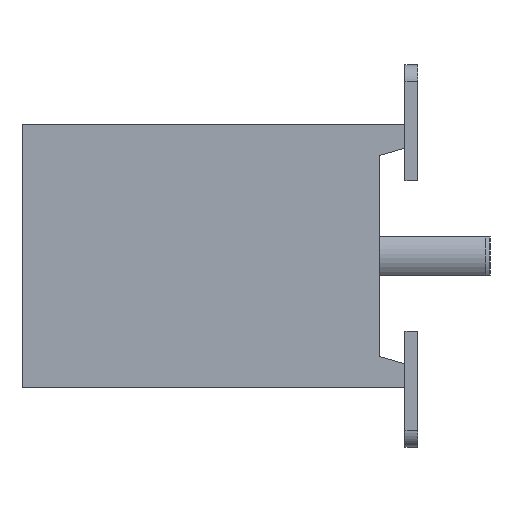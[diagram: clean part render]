
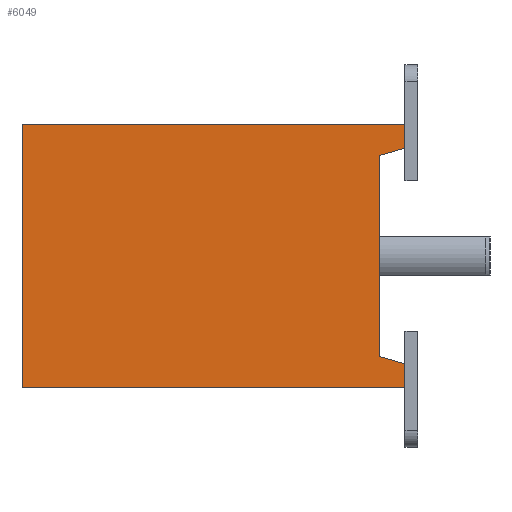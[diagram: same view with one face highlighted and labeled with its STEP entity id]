
A CAD part, left-side view. The second image highlights one B-rep face of the part: STEP entity #6049.
In plain terms, the highlighted planar face has unit normal (-1, 0, 0).
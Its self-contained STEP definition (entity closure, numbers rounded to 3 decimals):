
#159=LINE('',#8353,#919);
#163=LINE('',#8360,#923);
#262=LINE('',#8558,#1022);
#268=LINE('',#8571,#1028);
#401=LINE('',#8837,#1161);
#658=LINE('',#9350,#1418);
#659=LINE('',#9352,#1419);
#660=LINE('',#9354,#1420);
#919=VECTOR('',#6727,10.);
#923=VECTOR('',#6733,10.);
#1022=VECTOR('',#6834,10.);
#1028=VECTOR('',#6844,10.);
#1161=VECTOR('',#7085,10.);
#1418=VECTOR('',#7622,10.);
#1419=VECTOR('',#7625,10.);
#1420=VECTOR('',#7628,10.);
#1867=PLANE('',#6459);
#2203=FACE_OUTER_BOUND('',#2613,.T.);
#2613=EDGE_LOOP('',(#5243,#5244,#5245,#5246,#5247,#5248,#5249,#5250));
#2853=VERTEX_POINT('',#8350);
#2854=VERTEX_POINT('',#8352);
#2856=VERTEX_POINT('',#8358);
#2954=VERTEX_POINT('',#8556);
#2959=VERTEX_POINT('',#8570);
#3037=VERTEX_POINT('',#8835);
#3038=VERTEX_POINT('',#8836);
#3154=VERTEX_POINT('',#9348);
#3385=EDGE_CURVE('',#2854,#2853,#159,.T.);
#3389=EDGE_CURVE('',#2853,#2856,#163,.T.);
#3488=EDGE_CURVE('',#2856,#2954,#262,.T.);
#3494=EDGE_CURVE('',#2959,#2854,#268,.T.);
#3627=EDGE_CURVE('',#3037,#3038,#401,.T.);
#3884=EDGE_CURVE('',#2954,#3154,#658,.T.);
#3885=EDGE_CURVE('',#2959,#3037,#659,.T.);
#3886=EDGE_CURVE('',#3154,#3038,#660,.T.);
#5243=ORIENTED_EDGE('',*,*,#3488,.T.);
#5244=ORIENTED_EDGE('',*,*,#3884,.T.);
#5245=ORIENTED_EDGE('',*,*,#3886,.T.);
#5246=ORIENTED_EDGE('',*,*,#3627,.F.);
#5247=ORIENTED_EDGE('',*,*,#3885,.F.);
#5248=ORIENTED_EDGE('',*,*,#3494,.T.);
#5249=ORIENTED_EDGE('',*,*,#3385,.T.);
#5250=ORIENTED_EDGE('',*,*,#3389,.T.);
#6049=ADVANCED_FACE('',(#2203),#1867,.T.);
#6459=AXIS2_PLACEMENT_3D('',#9353,#7626,#7627);
#6727=DIRECTION('',(0.,0.961,0.276));
#6733=DIRECTION('',(0.,0.,1.));
#6834=DIRECTION('',(0.,-0.961,0.276));
#6844=DIRECTION('',(0.,0.,1.));
#7085=DIRECTION('',(0.,0.,1.));
#7622=DIRECTION('',(0.,0.,1.));
#7625=DIRECTION('',(0.,1.,0.));
#7626=DIRECTION('center_axis',(-1.,0.,0.));
#7627=DIRECTION('ref_axis',(0.,0.,1.));
#7628=DIRECTION('',(0.,1.,0.));
#8350=CARTESIAN_POINT('',(-7.82,0.45,-1.181));
#8352=CARTESIAN_POINT('',(-7.82,0.15,-1.267));
#8353=CARTESIAN_POINT('',(-7.82,0.043,-1.297));
#8358=CARTESIAN_POINT('',(-7.82,0.45,1.181));
#8360=CARTESIAN_POINT('',(-7.82,0.45,-1.365));
#8556=CARTESIAN_POINT('',(-7.82,0.15,1.267));
#8558=CARTESIAN_POINT('',(-7.82,0.604,1.137));
#8570=CARTESIAN_POINT('',(-7.82,0.15,-1.55));
#8571=CARTESIAN_POINT('',(-7.82,0.15,-0.775));
#8835=CARTESIAN_POINT('',(-7.82,4.65,-1.55));
#8836=CARTESIAN_POINT('',(-7.82,4.65,1.55));
#8837=CARTESIAN_POINT('',(-7.82,4.65,-1.55));
#9348=CARTESIAN_POINT('',(-7.82,0.15,1.55));
#9350=CARTESIAN_POINT('',(-7.82,0.15,-0.775));
#9352=CARTESIAN_POINT('',(-7.82,0.,-1.55));
#9353=CARTESIAN_POINT('Origin',(-7.82,0.,-1.55));
#9354=CARTESIAN_POINT('',(-7.82,0.,1.55));
